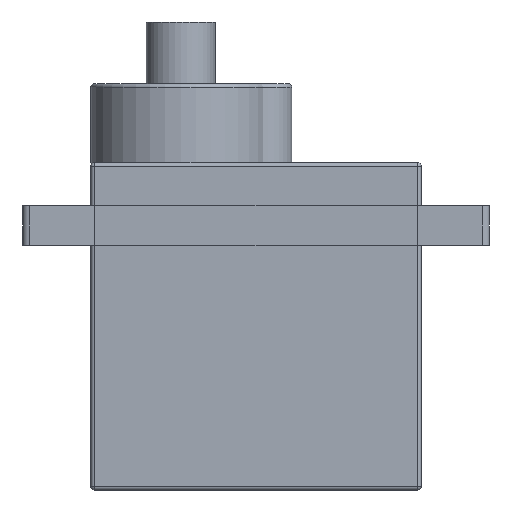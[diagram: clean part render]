
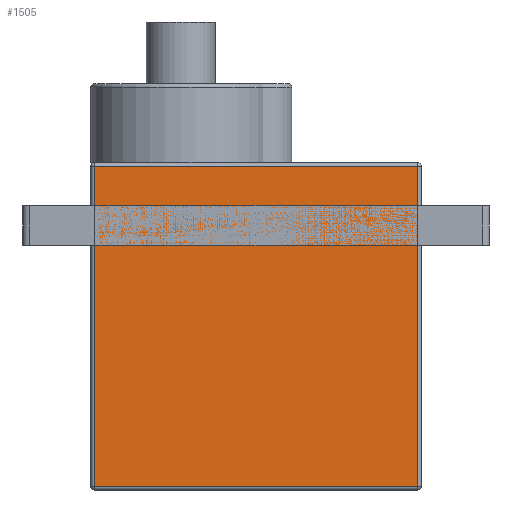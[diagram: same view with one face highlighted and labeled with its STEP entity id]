
A CAD part, left-side view. The second image highlights one B-rep face of the part: STEP entity #1505.
In plain terms, the highlighted planar face has unit normal (-1, 0, 0).
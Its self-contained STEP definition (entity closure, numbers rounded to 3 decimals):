
#1505 = ADVANCED_FACE('',(#1506),#1520,.F.);
#1506 = FACE_BOUND('',#1507,.F.);
#1507 = EDGE_LOOP('',(#1508,#1543,#1571,#1599));
#1508 = ORIENTED_EDGE('',*,*,#1509,.F.);
#1509 = EDGE_CURVE('',#1510,#1512,#1514,.T.);
#1510 = VERTEX_POINT('',#1511);
#1511 = CARTESIAN_POINT('',(-6.25,-16.5,-28.05));
#1512 = VERTEX_POINT('',#1513);
#1513 = CARTESIAN_POINT('',(-6.25,-16.5,-5.75));
#1514 = SURFACE_CURVE('',#1515,(#1519,#1531),.PCURVE_S1.);
#1515 = LINE('',#1516,#1517);
#1516 = CARTESIAN_POINT('',(-6.25,-16.5,-28.3));
#1517 = VECTOR('',#1518,1.);
#1518 = DIRECTION('',(0.,0.,1.));
#1519 = PCURVE('',#1520,#1525);
#1520 = PLANE('',#1521);
#1521 = AXIS2_PLACEMENT_3D('',#1522,#1523,#1524);
#1522 = CARTESIAN_POINT('',(-6.25,-16.75,-28.3));
#1523 = DIRECTION('',(1.,0.,0.));
#1524 = DIRECTION('',(0.,0.,1.));
#1525 = DEFINITIONAL_REPRESENTATION('',(#1526),#1530);
#1526 = LINE('',#1527,#1528);
#1527 = CARTESIAN_POINT('',(0.,-0.25));
#1528 = VECTOR('',#1529,1.);
#1529 = DIRECTION('',(1.,0.));
#1530 = ( GEOMETRIC_REPRESENTATION_CONTEXT(2) 
PARAMETRIC_REPRESENTATION_CONTEXT() REPRESENTATION_CONTEXT('2D SPACE',''
  ) );
#1531 = PCURVE('',#1532,#1537);
#1532 = CYLINDRICAL_SURFACE('',#1533,0.25);
#1533 = AXIS2_PLACEMENT_3D('',#1534,#1535,#1536);
#1534 = CARTESIAN_POINT('',(-6.,-16.5,-28.3));
#1535 = DIRECTION('',(0.,0.,1.));
#1536 = DIRECTION('',(-1.,-0.,0.));
#1537 = DEFINITIONAL_REPRESENTATION('',(#1538),#1542);
#1538 = LINE('',#1539,#1540);
#1539 = CARTESIAN_POINT('',(0.,0.));
#1540 = VECTOR('',#1541,1.);
#1541 = DIRECTION('',(0.,1.));
#1542 = ( GEOMETRIC_REPRESENTATION_CONTEXT(2) 
PARAMETRIC_REPRESENTATION_CONTEXT() REPRESENTATION_CONTEXT('2D SPACE',''
  ) );
#1543 = ORIENTED_EDGE('',*,*,#1544,.T.);
#1544 = EDGE_CURVE('',#1510,#1545,#1547,.T.);
#1545 = VERTEX_POINT('',#1546);
#1546 = CARTESIAN_POINT('',(-6.25,6.,-28.05));
#1547 = SURFACE_CURVE('',#1548,(#1552,#1559),.PCURVE_S1.);
#1548 = LINE('',#1549,#1550);
#1549 = CARTESIAN_POINT('',(-6.25,-16.75,-28.05));
#1550 = VECTOR('',#1551,1.);
#1551 = DIRECTION('',(0.,1.,0.));
#1552 = PCURVE('',#1520,#1553);
#1553 = DEFINITIONAL_REPRESENTATION('',(#1554),#1558);
#1554 = LINE('',#1555,#1556);
#1555 = CARTESIAN_POINT('',(0.25,0.));
#1556 = VECTOR('',#1557,1.);
#1557 = DIRECTION('',(0.,-1.));
#1558 = ( GEOMETRIC_REPRESENTATION_CONTEXT(2) 
PARAMETRIC_REPRESENTATION_CONTEXT() REPRESENTATION_CONTEXT('2D SPACE',''
  ) );
#1559 = PCURVE('',#1560,#1565);
#1560 = CYLINDRICAL_SURFACE('',#1561,0.25);
#1561 = AXIS2_PLACEMENT_3D('',#1562,#1563,#1564);
#1562 = CARTESIAN_POINT('',(-6.,-16.75,-28.05));
#1563 = DIRECTION('',(0.,1.,0.));
#1564 = DIRECTION('',(-1.,0.,0.));
#1565 = DEFINITIONAL_REPRESENTATION('',(#1566),#1570);
#1566 = LINE('',#1567,#1568);
#1567 = CARTESIAN_POINT('',(-0.,0.));
#1568 = VECTOR('',#1569,1.);
#1569 = DIRECTION('',(-0.,1.));
#1570 = ( GEOMETRIC_REPRESENTATION_CONTEXT(2) 
PARAMETRIC_REPRESENTATION_CONTEXT() REPRESENTATION_CONTEXT('2D SPACE',''
  ) );
#1571 = ORIENTED_EDGE('',*,*,#1572,.T.);
#1572 = EDGE_CURVE('',#1545,#1573,#1575,.T.);
#1573 = VERTEX_POINT('',#1574);
#1574 = CARTESIAN_POINT('',(-6.25,6.,-5.75));
#1575 = SURFACE_CURVE('',#1576,(#1580,#1587),.PCURVE_S1.);
#1576 = LINE('',#1577,#1578);
#1577 = CARTESIAN_POINT('',(-6.25,6.,-28.3));
#1578 = VECTOR('',#1579,1.);
#1579 = DIRECTION('',(0.,0.,1.));
#1580 = PCURVE('',#1520,#1581);
#1581 = DEFINITIONAL_REPRESENTATION('',(#1582),#1586);
#1582 = LINE('',#1583,#1584);
#1583 = CARTESIAN_POINT('',(0.,-22.75));
#1584 = VECTOR('',#1585,1.);
#1585 = DIRECTION('',(1.,0.));
#1586 = ( GEOMETRIC_REPRESENTATION_CONTEXT(2) 
PARAMETRIC_REPRESENTATION_CONTEXT() REPRESENTATION_CONTEXT('2D SPACE',''
  ) );
#1587 = PCURVE('',#1588,#1593);
#1588 = CYLINDRICAL_SURFACE('',#1589,0.25);
#1589 = AXIS2_PLACEMENT_3D('',#1590,#1591,#1592);
#1590 = CARTESIAN_POINT('',(-6.,6.,-28.3));
#1591 = DIRECTION('',(0.,0.,1.));
#1592 = DIRECTION('',(-1.,-0.,0.));
#1593 = DEFINITIONAL_REPRESENTATION('',(#1594),#1598);
#1594 = LINE('',#1595,#1596);
#1595 = CARTESIAN_POINT('',(-0.,0.));
#1596 = VECTOR('',#1597,1.);
#1597 = DIRECTION('',(-0.,1.));
#1598 = ( GEOMETRIC_REPRESENTATION_CONTEXT(2) 
PARAMETRIC_REPRESENTATION_CONTEXT() REPRESENTATION_CONTEXT('2D SPACE',''
  ) );
#1599 = ORIENTED_EDGE('',*,*,#1600,.F.);
#1600 = EDGE_CURVE('',#1512,#1573,#1601,.T.);
#1601 = SURFACE_CURVE('',#1602,(#1606,#1613),.PCURVE_S1.);
#1602 = LINE('',#1603,#1604);
#1603 = CARTESIAN_POINT('',(-6.25,-16.75,-5.75));
#1604 = VECTOR('',#1605,1.);
#1605 = DIRECTION('',(0.,1.,0.));
#1606 = PCURVE('',#1520,#1607);
#1607 = DEFINITIONAL_REPRESENTATION('',(#1608),#1612);
#1608 = LINE('',#1609,#1610);
#1609 = CARTESIAN_POINT('',(22.55,0.));
#1610 = VECTOR('',#1611,1.);
#1611 = DIRECTION('',(0.,-1.));
#1612 = ( GEOMETRIC_REPRESENTATION_CONTEXT(2) 
PARAMETRIC_REPRESENTATION_CONTEXT() REPRESENTATION_CONTEXT('2D SPACE',''
  ) );
#1613 = PCURVE('',#1614,#1619);
#1614 = CYLINDRICAL_SURFACE('',#1615,0.25);
#1615 = AXIS2_PLACEMENT_3D('',#1616,#1617,#1618);
#1616 = CARTESIAN_POINT('',(-6.,-16.75,-5.75));
#1617 = DIRECTION('',(0.,1.,0.));
#1618 = DIRECTION('',(-1.,0.,0.));
#1619 = DEFINITIONAL_REPRESENTATION('',(#1620),#1624);
#1620 = LINE('',#1621,#1622);
#1621 = CARTESIAN_POINT('',(0.,0.));
#1622 = VECTOR('',#1623,1.);
#1623 = DIRECTION('',(0.,1.));
#1624 = ( GEOMETRIC_REPRESENTATION_CONTEXT(2) 
PARAMETRIC_REPRESENTATION_CONTEXT() REPRESENTATION_CONTEXT('2D SPACE',''
  ) );
